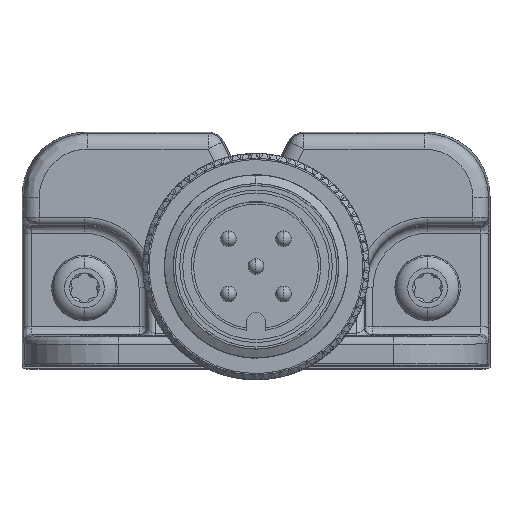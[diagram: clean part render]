
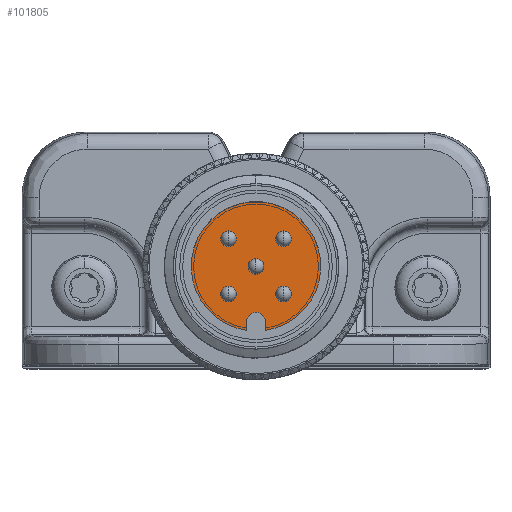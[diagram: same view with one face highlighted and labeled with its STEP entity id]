
A CAD part, top view. The second image highlights one B-rep face of the part: STEP entity #101805.
In plain terms, the highlighted planar face has unit normal (0, 0, 1).
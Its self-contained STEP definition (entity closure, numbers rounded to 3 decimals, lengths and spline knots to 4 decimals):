
#35727=CARTESIAN_POINT('',(0.,-1.6,209.7));
#35728=DIRECTION('',(0.,0.,1.));
#35729=DIRECTION('',(0.145,-0.989,0.));
#35730=AXIS2_PLACEMENT_3D('',#35727,#35728,#35729);
#35745=CARTESIAN_POINT('',(0.,-5.15,209.7));
#35746=DIRECTION('',(0.,0.,1.));
#35747=DIRECTION('',(1.,0.,0.));
#35748=AXIS2_PLACEMENT_3D('',#35745,#35746,#35747);
#35750=DIRECTION('',(0.,-1.,0.));
#35751=VECTOR('',#35750,0.5564);
#35752=CARTESIAN_POINT('',(-0.6,-5.15,209.7));
#35753=LINE('',#35752,#35751);
#35754=DIRECTION('',(0.,1.,0.));
#35755=VECTOR('',#35754,0.5564);
#35756=CARTESIAN_POINT('',(0.6,-5.7064,209.7));
#35757=LINE('',#35756,#35755);
#35758=CARTESIAN_POINT('',(-1.7678,0.1678,209.7));
#35759=DIRECTION('',(0.,0.,-1.));
#35760=DIRECTION('',(0.,-1.,0.));
#35761=AXIS2_PLACEMENT_3D('',#35758,#35759,#35760);
#35763=CARTESIAN_POINT('',(-1.7678,0.1678,209.7));
#35764=DIRECTION('',(0.,0.,-1.));
#35765=DIRECTION('',(0.,1.,0.));
#35766=AXIS2_PLACEMENT_3D('',#35763,#35764,#35765);
#35768=CARTESIAN_POINT('',(-1.7678,-3.3678,209.7));
#35769=DIRECTION('',(0.,0.,-1.));
#35770=DIRECTION('',(0.,-1.,0.));
#35771=AXIS2_PLACEMENT_3D('',#35768,#35769,#35770);
#35773=CARTESIAN_POINT('',(-1.7678,-3.3678,209.7));
#35774=DIRECTION('',(0.,0.,-1.));
#35775=DIRECTION('',(0.,1.,0.));
#35776=AXIS2_PLACEMENT_3D('',#35773,#35774,#35775);
#35778=CARTESIAN_POINT('',(1.7678,-3.3678,209.7));
#35779=DIRECTION('',(0.,0.,-1.));
#35780=DIRECTION('',(0.,-1.,0.));
#35781=AXIS2_PLACEMENT_3D('',#35778,#35779,#35780);
#35783=CARTESIAN_POINT('',(1.7678,-3.3678,209.7));
#35784=DIRECTION('',(0.,0.,-1.));
#35785=DIRECTION('',(0.,1.,0.));
#35786=AXIS2_PLACEMENT_3D('',#35783,#35784,#35785);
#35788=CARTESIAN_POINT('',(1.7678,0.1678,209.7));
#35789=DIRECTION('',(0.,0.,-1.));
#35790=DIRECTION('',(0.,-1.,0.));
#35791=AXIS2_PLACEMENT_3D('',#35788,#35789,#35790);
#35793=CARTESIAN_POINT('',(1.7678,0.1678,209.7));
#35794=DIRECTION('',(0.,0.,-1.));
#35795=DIRECTION('',(0.,1.,0.));
#35796=AXIS2_PLACEMENT_3D('',#35793,#35794,#35795);
#35798=CARTESIAN_POINT('',(0.,-1.6,209.7));
#35799=DIRECTION('',(0.,0.,-1.));
#35800=DIRECTION('',(0.,-1.,0.));
#35801=AXIS2_PLACEMENT_3D('',#35798,#35799,#35800);
#35803=CARTESIAN_POINT('',(0.,-1.6,209.7));
#35804=DIRECTION('',(0.,0.,-1.));
#35805=DIRECTION('',(0.,1.,0.));
#35806=AXIS2_PLACEMENT_3D('',#35803,#35804,#35805);
#41058=CARTESIAN_POINT('',(0.6,-5.7064,209.7));
#41060=VERTEX_POINT('',#41058);
#41061=CARTESIAN_POINT('',(0.6,-5.15,209.7));
#41062=CARTESIAN_POINT('',(-0.6,-5.15,209.7));
#41063=VERTEX_POINT('',#41061);
#41064=VERTEX_POINT('',#41062);
#41065=CARTESIAN_POINT('',(-0.6,-5.7064,209.7));
#41066=VERTEX_POINT('',#41065);
#41079=CARTESIAN_POINT('',(-1.7678,-0.3322,209.7));
#41080=CARTESIAN_POINT('',(-1.7678,0.6678,209.7));
#41081=VERTEX_POINT('',#41079);
#41082=VERTEX_POINT('',#41080);
#41089=CARTESIAN_POINT('',(-1.7678,-3.8678,209.7));
#41090=CARTESIAN_POINT('',(-1.7678,-2.8678,209.7));
#41091=VERTEX_POINT('',#41089);
#41092=VERTEX_POINT('',#41090);
#41099=CARTESIAN_POINT('',(1.7678,-3.8678,209.7));
#41100=CARTESIAN_POINT('',(1.7678,-2.8678,209.7));
#41101=VERTEX_POINT('',#41099);
#41102=VERTEX_POINT('',#41100);
#41109=CARTESIAN_POINT('',(1.7678,-0.3322,209.7));
#41110=CARTESIAN_POINT('',(1.7678,0.6678,209.7));
#41111=VERTEX_POINT('',#41109);
#41112=VERTEX_POINT('',#41110);
#41119=CARTESIAN_POINT('',(0.,-2.1,209.7));
#41120=CARTESIAN_POINT('',(0.,-1.1,209.7));
#41121=VERTEX_POINT('',#41119);
#41122=VERTEX_POINT('',#41120);
#101761=CARTESIAN_POINT('',(0.,-1.6,209.7));
#101762=DIRECTION('',(0.,0.,-1.));
#101763=DIRECTION('',(0.,-1.,0.));
#101764=AXIS2_PLACEMENT_3D('',#101761,#101762,#101763);
#101765=PLANE('',#101764);
#101767=ORIENTED_EDGE('',*,*,#101766,.T.);
#101769=ORIENTED_EDGE('',*,*,#101768,.T.);
#101770=ORIENTED_EDGE('',*,*,#101751,.F.);
#101772=ORIENTED_EDGE('',*,*,#101771,.T.);
#101773=EDGE_LOOP('',(#101767,#101769,#101770,#101772));
#101774=FACE_OUTER_BOUND('',#101773,.F.);
#101776=ORIENTED_EDGE('',*,*,#101775,.F.);
#101778=ORIENTED_EDGE('',*,*,#101777,.F.);
#101779=EDGE_LOOP('',(#101776,#101778));
#101780=FACE_BOUND('',#101779,.F.);
#101782=ORIENTED_EDGE('',*,*,#101781,.F.);
#101784=ORIENTED_EDGE('',*,*,#101783,.F.);
#101785=EDGE_LOOP('',(#101782,#101784));
#101786=FACE_BOUND('',#101785,.F.);
#101788=ORIENTED_EDGE('',*,*,#101787,.F.);
#101790=ORIENTED_EDGE('',*,*,#101789,.F.);
#101791=EDGE_LOOP('',(#101788,#101790));
#101792=FACE_BOUND('',#101791,.F.);
#101794=ORIENTED_EDGE('',*,*,#101793,.F.);
#101796=ORIENTED_EDGE('',*,*,#101795,.F.);
#101797=EDGE_LOOP('',(#101794,#101796));
#101798=FACE_BOUND('',#101797,.F.);
#101800=ORIENTED_EDGE('',*,*,#101799,.F.);
#101802=ORIENTED_EDGE('',*,*,#101801,.F.);
#101803=EDGE_LOOP('',(#101800,#101802));
#101804=FACE_BOUND('',#101803,.F.);
#101805=ADVANCED_FACE('',(#101774,#101780,#101786,#101792,#101798,#101804),
#101765,.F.);
#35731=CIRCLE('',#35730,4.15);
#35749=CIRCLE('',#35748,0.6);
#35762=CIRCLE('',#35761,0.5);
#35767=CIRCLE('',#35766,0.5);
#35772=CIRCLE('',#35771,0.5);
#35777=CIRCLE('',#35776,0.5);
#35782=CIRCLE('',#35781,0.5);
#35787=CIRCLE('',#35786,0.5);
#35792=CIRCLE('',#35791,0.5);
#35797=CIRCLE('',#35796,0.5);
#35802=CIRCLE('',#35801,0.5);
#35807=CIRCLE('',#35806,0.5);
#101751=EDGE_CURVE('',#41060,#41066,#35731,.T.);
#101766=EDGE_CURVE('',#41063,#41064,#35749,.T.);
#101768=EDGE_CURVE('',#41064,#41066,#35753,.T.);
#101771=EDGE_CURVE('',#41060,#41063,#35757,.T.);
#101775=EDGE_CURVE('',#41081,#41082,#35762,.T.);
#101777=EDGE_CURVE('',#41082,#41081,#35767,.T.);
#101781=EDGE_CURVE('',#41091,#41092,#35772,.T.);
#101783=EDGE_CURVE('',#41092,#41091,#35777,.T.);
#101787=EDGE_CURVE('',#41101,#41102,#35782,.T.);
#101789=EDGE_CURVE('',#41102,#41101,#35787,.T.);
#101793=EDGE_CURVE('',#41111,#41112,#35792,.T.);
#101795=EDGE_CURVE('',#41112,#41111,#35797,.T.);
#101799=EDGE_CURVE('',#41121,#41122,#35802,.T.);
#101801=EDGE_CURVE('',#41122,#41121,#35807,.T.);
